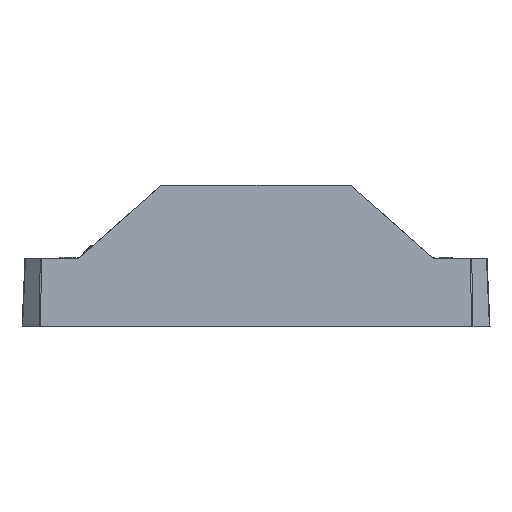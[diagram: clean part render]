
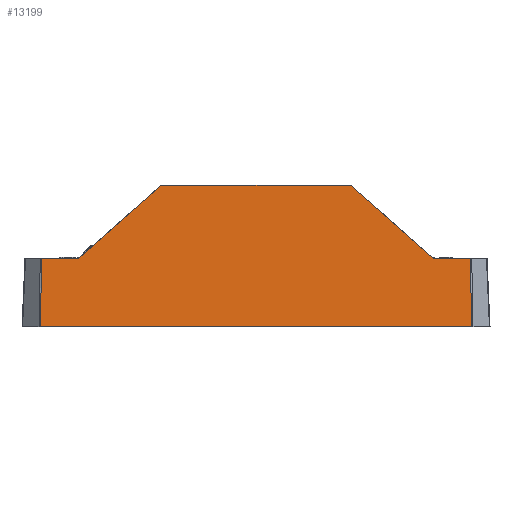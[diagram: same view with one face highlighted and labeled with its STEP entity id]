
A CAD part, front view. The second image highlights one B-rep face of the part: STEP entity #13199.
In plain terms, the highlighted planar face has unit normal (0, -0.999, 0.044).
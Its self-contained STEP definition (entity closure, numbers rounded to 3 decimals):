
#723=PLANE('',#13992);
#1184=LINE('',#17914,#2594);
#1185=LINE('',#17916,#2595);
#1186=LINE('',#17918,#2596);
#1187=LINE('',#17920,#2597);
#1188=LINE('',#17922,#2598);
#1189=LINE('',#17924,#2599);
#1190=LINE('',#17926,#2600);
#1191=LINE('',#17927,#2601);
#2594=VECTOR('',#14900,1000.);
#2595=VECTOR('',#14901,1000.);
#2596=VECTOR('',#14902,1000.);
#2597=VECTOR('',#14903,1000.);
#2598=VECTOR('',#14904,1000.);
#2599=VECTOR('',#14905,1000.);
#2600=VECTOR('',#14906,1000.);
#2601=VECTOR('',#14907,1000.);
#4109=FACE_OUTER_BOUND('',#4859,.T.);
#4859=EDGE_LOOP('',(#9192,#9193,#9194,#9195,#9196,#9197,#9198,#9199));
#5840=VERTEX_POINT('',#17912);
#5841=VERTEX_POINT('',#17913);
#5842=VERTEX_POINT('',#17915);
#5843=VERTEX_POINT('',#17917);
#5844=VERTEX_POINT('',#17919);
#5845=VERTEX_POINT('',#17921);
#5846=VERTEX_POINT('',#17923);
#5847=VERTEX_POINT('',#17925);
#7186=EDGE_CURVE('',#5840,#5841,#1184,.T.);
#7187=EDGE_CURVE('',#5841,#5842,#1185,.T.);
#7188=EDGE_CURVE('',#5842,#5843,#1186,.T.);
#7189=EDGE_CURVE('',#5843,#5844,#1187,.T.);
#7190=EDGE_CURVE('',#5844,#5845,#1188,.T.);
#7191=EDGE_CURVE('',#5845,#5846,#1189,.T.);
#7192=EDGE_CURVE('',#5846,#5847,#1190,.T.);
#7193=EDGE_CURVE('',#5847,#5840,#1191,.T.);
#9192=ORIENTED_EDGE('',*,*,#7186,.T.);
#9193=ORIENTED_EDGE('',*,*,#7187,.T.);
#9194=ORIENTED_EDGE('',*,*,#7188,.T.);
#9195=ORIENTED_EDGE('',*,*,#7189,.T.);
#9196=ORIENTED_EDGE('',*,*,#7190,.T.);
#9197=ORIENTED_EDGE('',*,*,#7191,.T.);
#9198=ORIENTED_EDGE('',*,*,#7192,.T.);
#9199=ORIENTED_EDGE('',*,*,#7193,.T.);
#13199=ADVANCED_FACE('',(#4109),#723,.T.);
#13992=AXIS2_PLACEMENT_3D('',#17911,#14898,#14899);
#14898=DIRECTION('center_axis',(0.,-0.999,0.044));
#14899=DIRECTION('ref_axis',(0.,-0.044,-0.999));
#14900=DIRECTION('',(-0.018,-0.044,-0.999));
#14901=DIRECTION('',(1.,0.,0.));
#14902=DIRECTION('',(-0.018,0.044,0.999));
#14903=DIRECTION('',(-1.,0.,0.));
#14904=DIRECTION('',(-0.749,0.029,0.662));
#14905=DIRECTION('',(-1.,0.,0.));
#14906=DIRECTION('',(-0.749,-0.029,-0.662));
#14907=DIRECTION('',(-1.,0.,0.));
#17911=CARTESIAN_POINT('Origin',(-36.504,13.069,0.));
#17912=CARTESIAN_POINT('',(-33.442,13.534,10.658));
#17913=CARTESIAN_POINT('',(-33.635,13.069,0.));
#17914=CARTESIAN_POINT('',(-33.442,13.534,10.658));
#17915=CARTESIAN_POINT('',(33.635,13.069,0.));
#17916=CARTESIAN_POINT('',(-36.504,13.069,0.));
#17917=CARTESIAN_POINT('',(33.442,13.534,10.658));
#17918=CARTESIAN_POINT('',(33.635,13.069,0.));
#17919=CARTESIAN_POINT('',(27.697,13.534,10.658));
#17920=CARTESIAN_POINT('',(-36.504,13.534,10.658));
#17921=CARTESIAN_POINT('',(14.707,14.036,22.145));
#17922=CARTESIAN_POINT('',(27.697,13.534,10.658));
#17923=CARTESIAN_POINT('',(-14.707,14.036,22.145));
#17924=CARTESIAN_POINT('',(-36.504,14.036,22.145));
#17925=CARTESIAN_POINT('',(-27.697,13.534,10.658));
#17926=CARTESIAN_POINT('',(-14.707,14.036,22.145));
#17927=CARTESIAN_POINT('',(-36.504,13.534,10.658));
